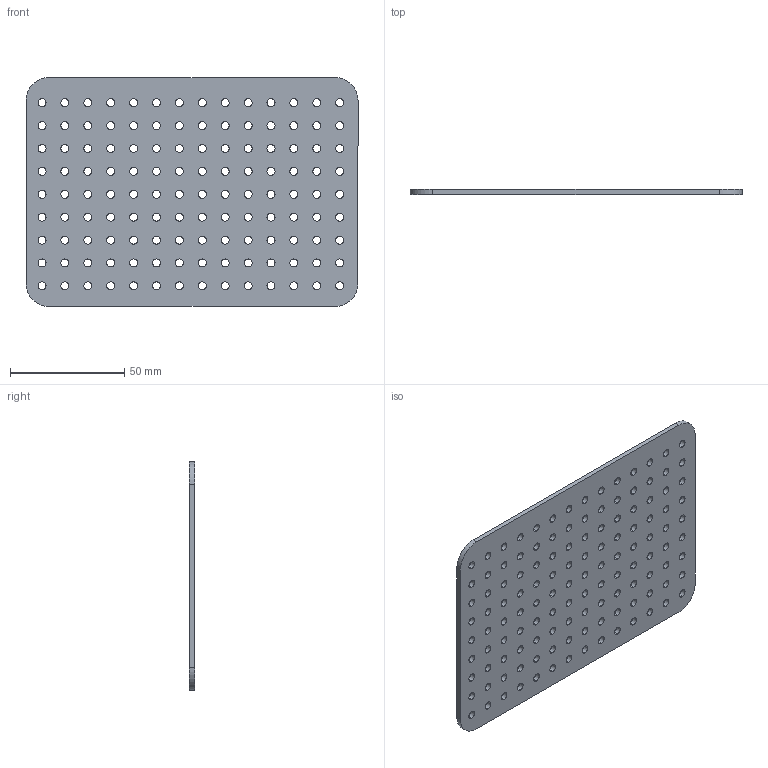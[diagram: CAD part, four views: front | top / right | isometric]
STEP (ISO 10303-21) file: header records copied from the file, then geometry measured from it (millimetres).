
FILE_DESCRIPTION (( 'STEP AP203' ), '1' );
FILE_NAME ('迖啣v1.ST', '2026-01-10T03:34:18', ( '' ), ( '' ), 'SwSTEP 2.0', 'SolidWorks 2025', '' );
FILE_SCHEMA (( 'CONFIG_CONTROL_DESIGN' ));
Length unit declared in the file: millimetre
Products named in the file (1): 托板v1
Bounding box: 145 x 2.2 x 100 mm (x, y, z)
Volume: 29044.2 mm3; surface area: 30492 mm2
Topology: 1 solids, 1 shells, 262 faces, 780 edges, 520 vertices
Faces by surface type: cylinder 256, plane 6
Entity records: 9697 total; most frequent: DIRECTION 1818, CARTESIAN_POINT 1563, ORIENTED_EDGE 1560, EDGE_CURVE 780, AXIS2_PLACEMENT_3D 775, VERTEX_POINT 520, EDGE_LOOP 514, CIRCLE 512
